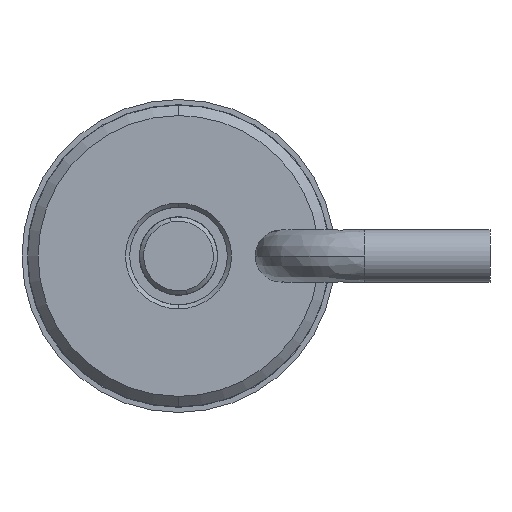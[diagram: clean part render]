
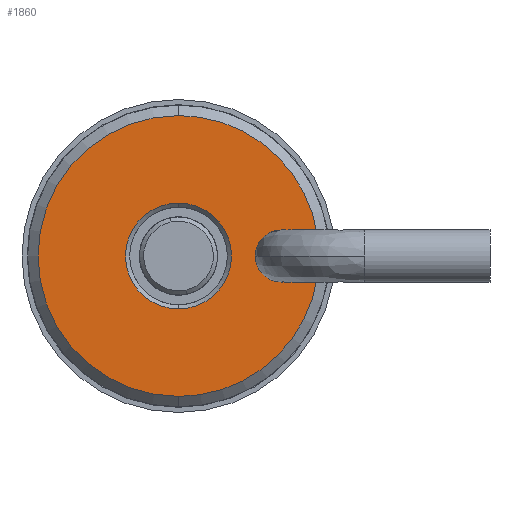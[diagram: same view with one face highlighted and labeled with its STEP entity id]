
A CAD part, left-side view. The second image highlights one B-rep face of the part: STEP entity #1860.
In plain terms, the highlighted planar face has unit normal (-1, 0, 0).
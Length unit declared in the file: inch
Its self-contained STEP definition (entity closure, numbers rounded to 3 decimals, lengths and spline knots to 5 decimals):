
#5 = DIRECTION ( 'NONE',  ( -1., 0., 0. ) ) ;
#128 = DIRECTION ( 'NONE',  ( 1., 0., 0. ) ) ;
#254 = ORIENTED_EDGE ( 'NONE', *, *, #2701, .F. ) ;
#348 = CARTESIAN_POINT ( 'NONE',  ( 0., 0., -0.127 ) ) ;
#417 = DIRECTION ( 'NONE',  ( 0., 0., 1. ) ) ;
#584 = CARTESIAN_POINT ( 'NONE',  ( 0., 0., 0. ) ) ;
#613 = CIRCLE ( 'NONE', #3505, 0.0525 ) ;
#634 = DIRECTION ( 'NONE',  ( 0., -1., 0. ) ) ;
#651 = DIRECTION ( 'NONE',  ( 1., 0., 0. ) ) ;
#764 = ORIENTED_EDGE ( 'NONE', *, *, #983, .T. ) ;
#807 = DIRECTION ( 'NONE',  ( 1., 0., 0. ) ) ;
#830 = DIRECTION ( 'NONE',  ( 0., 0., 1. ) ) ;
#831 = AXIS2_PLACEMENT_3D ( 'NONE', #2313, #2296, #1699 ) ;
#883 = PLANE ( 'NONE',  #3321 ) ;
#939 = DIRECTION ( 'NONE',  ( 0., 0., -1. ) ) ;
#983 = EDGE_CURVE ( 'NONE', #3143, #3214, #2579, .T. ) ;
#995 = VERTEX_POINT ( 'NONE', #2899 ) ;
#1039 = CARTESIAN_POINT ( 'NONE',  ( 0., 0., 0.3365 ) ) ;
#1062 = EDGE_CURVE ( 'NONE', #995, #3429, #1196, .T. ) ;
#1144 = DIRECTION ( 'NONE',  ( 0., 0., -1. ) ) ;
#1196 = LINE ( 'NONE', #2337, #2841 ) ;
#1257 = CIRCLE ( 'NONE', #3565, 0.3365 ) ;
#1370 = EDGE_CURVE ( 'NONE', #2933, #3429, #2441, .T. ) ;
#1383 = ORIENTED_EDGE ( 'NONE', *, *, #1370, .F. ) ;
#1389 = CARTESIAN_POINT ( 'NONE',  ( 0., 0.33238, 0.0525 ) ) ;
#1422 = CARTESIAN_POINT ( 'NONE',  ( 0., 0., 0. ) ) ;
#1509 = ORIENTED_EDGE ( 'NONE', *, *, #1062, .T. ) ;
#1520 = CARTESIAN_POINT ( 'NONE',  ( 0., 0., 0.127 ) ) ;
#1540 = CARTESIAN_POINT ( 'NONE',  ( 0., 0., -0.3365 ) ) ;
#1604 = EDGE_LOOP ( 'NONE', ( #254, #3137 ) ) ;
#1606 = CARTESIAN_POINT ( 'NONE',  ( 0., 0.33238, -0.0525 ) ) ;
#1678 = CIRCLE ( 'NONE', #2795, 0.127 ) ;
#1699 = DIRECTION ( 'NONE',  ( 0., 0., -1. ) ) ;
#1752 = DIRECTION ( 'NONE',  ( 1., 0., 0. ) ) ;
#1763 = CARTESIAN_POINT ( 'NONE',  ( 0., 0.2365, 0.0525 ) ) ;
#1778 = DIRECTION ( 'NONE',  ( 0., 0., -1. ) ) ;
#1787 = VECTOR ( 'NONE', #634, 39.37008 ) ;
#1827 = DIRECTION ( 'NONE',  ( -1., 0., 0. ) ) ;
#1860 = ADVANCED_FACE ( 'NONE', ( #2829, #3426 ), #883, .F. ) ;
#1924 = AXIS2_PLACEMENT_3D ( 'NONE', #2502, #807, #939 ) ;
#1994 = EDGE_CURVE ( 'NONE', #3214, #995, #613, .T. ) ;
#2038 = CARTESIAN_POINT ( 'NONE',  ( 0., 0., 0. ) ) ;
#2065 = DIRECTION ( 'NONE',  ( 0., 0., -1. ) ) ;
#2130 = EDGE_LOOP ( 'NONE', ( #3377, #764, #2144, #1509, #1383, #2479 ) ) ;
#2144 = ORIENTED_EDGE ( 'NONE', *, *, #1994, .T. ) ;
#2296 = DIRECTION ( 'NONE',  ( 1., 0., 0. ) ) ;
#2313 = CARTESIAN_POINT ( 'NONE',  ( 0., 0., 0. ) ) ;
#2337 = CARTESIAN_POINT ( 'NONE',  ( 0., 0.2365, -0.0525 ) ) ;
#2428 = EDGE_CURVE ( 'NONE', #3478, #2933, #1257, .T. ) ;
#2441 = CIRCLE ( 'NONE', #831, 0.3365 ) ;
#2479 = ORIENTED_EDGE ( 'NONE', *, *, #2428, .F. ) ;
#2502 = CARTESIAN_POINT ( 'NONE',  ( 0., 0., 0. ) ) ;
#2579 = LINE ( 'NONE', #1763, #1787 ) ;
#2701 = EDGE_CURVE ( 'NONE', #3600, #2728, #1678, .T. ) ;
#2728 = VERTEX_POINT ( 'NONE', #348 ) ;
#2795 = AXIS2_PLACEMENT_3D ( 'NONE', #584, #5, #830 ) ;
#2829 = FACE_OUTER_BOUND ( 'NONE', #2130, .T. ) ;
#2841 = VECTOR ( 'NONE', #3463, 39.37008 ) ;
#2859 = AXIS2_PLACEMENT_3D ( 'NONE', #3229, #1827, #417 ) ;
#2899 = CARTESIAN_POINT ( 'NONE',  ( 0., 0.2365, -0.0525 ) ) ;
#2931 = EDGE_CURVE ( 'NONE', #2728, #3600, #2967, .T. ) ;
#2933 = VERTEX_POINT ( 'NONE', #1540 ) ;
#2965 = CIRCLE ( 'NONE', #1924, 0.3365 ) ;
#2967 = CIRCLE ( 'NONE', #2859, 0.127 ) ;
#3137 = ORIENTED_EDGE ( 'NONE', *, *, #2931, .F. ) ;
#3143 = VERTEX_POINT ( 'NONE', #1389 ) ;
#3214 = VERTEX_POINT ( 'NONE', #3427 ) ;
#3229 = CARTESIAN_POINT ( 'NONE',  ( 0., 0., 0. ) ) ;
#3321 = AXIS2_PLACEMENT_3D ( 'NONE', #1422, #1752, #1144 ) ;
#3377 = ORIENTED_EDGE ( 'NONE', *, *, #3574, .F. ) ;
#3426 = FACE_BOUND ( 'NONE', #1604, .T. ) ;
#3427 = CARTESIAN_POINT ( 'NONE',  ( 0., 0.2365, 0.0525 ) ) ;
#3429 = VERTEX_POINT ( 'NONE', #1606 ) ;
#3463 = DIRECTION ( 'NONE',  ( 0., 1., 0. ) ) ;
#3478 = VERTEX_POINT ( 'NONE', #1039 ) ;
#3482 = CARTESIAN_POINT ( 'NONE',  ( 0., 0.2365, 0. ) ) ;
#3505 = AXIS2_PLACEMENT_3D ( 'NONE', #3482, #128, #2065 ) ;
#3565 = AXIS2_PLACEMENT_3D ( 'NONE', #2038, #651, #1778 ) ;
#3574 = EDGE_CURVE ( 'NONE', #3143, #3478, #2965, .T. ) ;
#3600 = VERTEX_POINT ( 'NONE', #1520 ) ;
